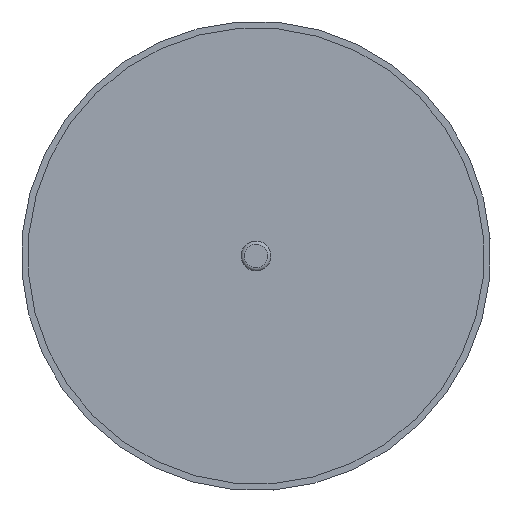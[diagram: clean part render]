
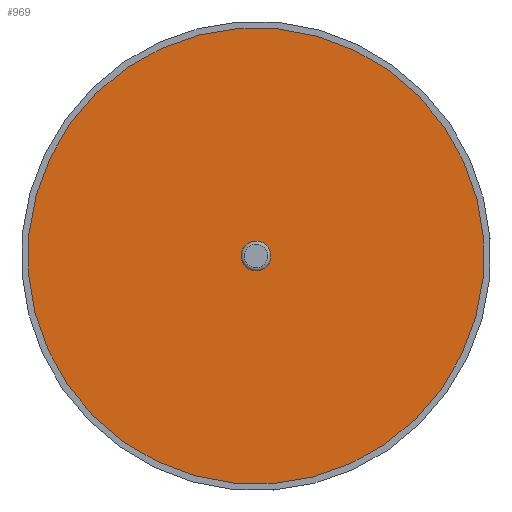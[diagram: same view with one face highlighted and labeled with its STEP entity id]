
A CAD part, front view. The second image highlights one B-rep face of the part: STEP entity #969.
In plain terms, the highlighted planar face has unit normal (0, -1, 0).
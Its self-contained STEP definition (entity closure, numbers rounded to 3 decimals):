
#121=FACE_BOUND('',#186,.T.);
#130=FACE_OUTER_BOUND('',#185,.T.);
#185=EDGE_LOOP('',(#609,#610));
#186=EDGE_LOOP('',(#611,#612));
#254=CIRCLE('',#1052,35.);
#255=CIRCLE('',#1053,35.);
#256=CIRCLE('',#1054,2.229);
#257=CIRCLE('',#1055,2.229);
#356=VERTEX_POINT('',#1553);
#357=VERTEX_POINT('',#1554);
#358=VERTEX_POINT('',#1557);
#359=VERTEX_POINT('',#1558);
#461=EDGE_CURVE('',#356,#357,#254,.T.);
#462=EDGE_CURVE('',#357,#356,#255,.T.);
#463=EDGE_CURVE('',#358,#359,#256,.T.);
#464=EDGE_CURVE('',#359,#358,#257,.T.);
#609=ORIENTED_EDGE('',*,*,#461,.T.);
#610=ORIENTED_EDGE('',*,*,#462,.T.);
#611=ORIENTED_EDGE('',*,*,#463,.F.);
#612=ORIENTED_EDGE('',*,*,#464,.F.);
#898=PLANE('',#1051);
#969=ADVANCED_FACE('',(#130,#121),#898,.T.);
#1051=AXIS2_PLACEMENT_3D('',#1552,#1218,#1219);
#1052=AXIS2_PLACEMENT_3D('',#1555,#1220,#1221);
#1053=AXIS2_PLACEMENT_3D('',#1556,#1222,#1223);
#1054=AXIS2_PLACEMENT_3D('',#1559,#1224,#1225);
#1055=AXIS2_PLACEMENT_3D('',#1560,#1226,#1227);
#1218=DIRECTION('center_axis',(0.,-1.,0.));
#1219=DIRECTION('ref_axis',(0.826,0.,0.563));
#1220=DIRECTION('center_axis',(0.,-1.,0.));
#1221=DIRECTION('ref_axis',(-0.563,0.,0.826));
#1222=DIRECTION('center_axis',(0.,-1.,0.));
#1223=DIRECTION('ref_axis',(-0.563,0.,0.826));
#1224=DIRECTION('center_axis',(0.,-1.,0.));
#1225=DIRECTION('ref_axis',(0.833,0.,-0.553));
#1226=DIRECTION('center_axis',(0.,-1.,0.));
#1227=DIRECTION('ref_axis',(0.833,0.,-0.553));
#1552=CARTESIAN_POINT('Origin',(-9.861,-45.,14.457));
#1553=CARTESIAN_POINT('',(-19.722,-45.,28.914));
#1554=CARTESIAN_POINT('',(19.722,-45.,-28.914));
#1555=CARTESIAN_POINT('Origin',(0.,-45.,
0.));
#1556=CARTESIAN_POINT('Origin',(0.,-45.,
0.));
#1557=CARTESIAN_POINT('',(1.232,-45.,1.857));
#1558=CARTESIAN_POINT('',(-1.857,-45.,1.232));
#1559=CARTESIAN_POINT('Origin',(0.,-45.,
0.));
#1560=CARTESIAN_POINT('Origin',(0.,-45.,
0.));
